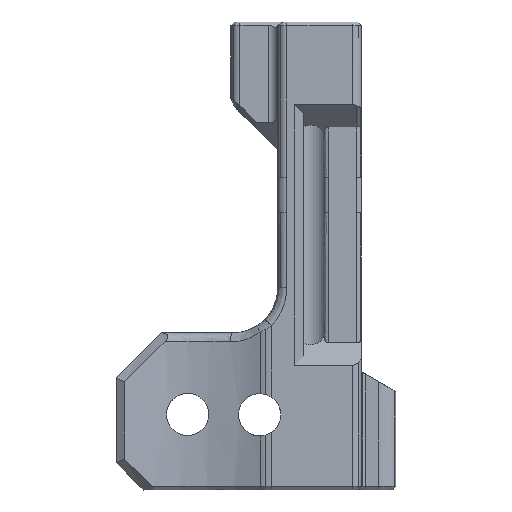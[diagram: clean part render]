
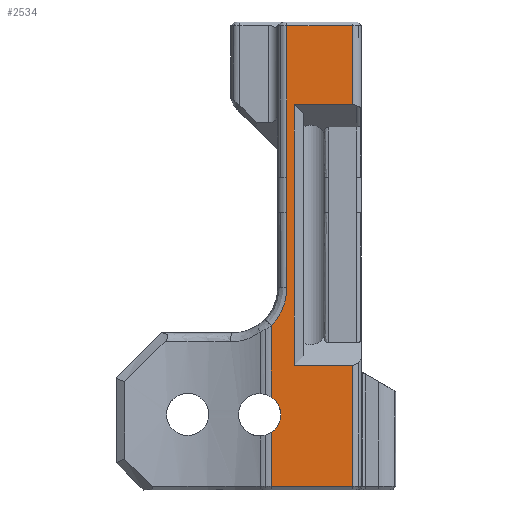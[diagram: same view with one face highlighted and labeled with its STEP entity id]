
A CAD part, front view. The second image highlights one B-rep face of the part: STEP entity #2534.
In plain terms, the highlighted planar face has unit normal (0, -1, 0).
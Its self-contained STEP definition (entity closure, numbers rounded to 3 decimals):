
#817=CARTESIAN_POINT('',(12.999,-48.025,259.285));
#818=VERTEX_POINT('',#817);
#1018=CARTESIAN_POINT('',(5.702,-48.025,259.285));
#1019=VERTEX_POINT('',#1018);
#1028=CARTESIAN_POINT('',(5.702,-48.025,259.285));
#1029=DIRECTION('',(1.,0.,0.));
#1030=VECTOR('',#1029,7.297);
#1031=LINE('',#1028,#1030);
#1032=EDGE_CURVE('',#1019,#818,#1031,.T.);
#1529=CARTESIAN_POINT('',(12.999,-48.025,250.493));
#1530=VERTEX_POINT('',#1529);
#1541=CARTESIAN_POINT('',(6.54,-48.025,250.493));
#1542=VERTEX_POINT('',#1541);
#1543=CARTESIAN_POINT('',(12.999,-48.025,250.493));
#1544=DIRECTION('',(-1.,0.,0.));
#1545=VECTOR('',#1544,6.459);
#1546=LINE('',#1543,#1545);
#1547=EDGE_CURVE('',#1530,#1542,#1546,.T.);
#2407=CARTESIAN_POINT('',(13.999,-48.025,243.75));
#2408=DIRECTION('',(0.,1.,0.));
#2409=DIRECTION('',(0.,0.,-1.));
#2410=AXIS2_PLACEMENT_3D('',#2407,#2408,#2409);
#2411=PLANE('',#2410);
#2412=CARTESIAN_POINT('',(5.702,-48.025,242.423));
#2413=VERTEX_POINT('',#2412);
#2414=CARTESIAN_POINT('',(5.702,-48.025,242.423));
#2415=DIRECTION('',(-0.,-0.,1.));
#2416=VECTOR('',#2415,16.862);
#2417=LINE('',#2414,#2416);
#2418=EDGE_CURVE('',#2413,#1019,#2417,.T.);
#2419=ORIENTED_EDGE('',*,*,#2418,.F.);
#2420=CARTESIAN_POINT('',(5.702,-48.025,238.494));
#2421=VERTEX_POINT('',#2420);
#2422=CARTESIAN_POINT('',(5.702,-48.025,242.423));
#2423=DIRECTION('',(0.,0.,-1.));
#2424=VECTOR('',#2423,3.929);
#2425=LINE('',#2422,#2424);
#2426=EDGE_CURVE('',#2413,#2421,#2425,.T.);
#2427=ORIENTED_EDGE('',*,*,#2426,.T.);
#2428=CARTESIAN_POINT('',(5.702,-48.025,230.156));
#2429=VERTEX_POINT('',#2428);
#2430=CARTESIAN_POINT('',(5.702,-48.025,230.156));
#2431=DIRECTION('',(-0.,-0.,1.));
#2432=VECTOR('',#2431,8.338);
#2433=LINE('',#2430,#2432);
#2434=EDGE_CURVE('',#2429,#2421,#2433,.T.);
#2435=ORIENTED_EDGE('',*,*,#2434,.F.);
#2436=CARTESIAN_POINT('',(4.002,-48.025,225.971));
#2437=VERTEX_POINT('',#2436);
#2438=CARTESIAN_POINT('',(4.002,-48.025,225.971));
#2439=CARTESIAN_POINT('',(5.702,-48.025,227.718));
#2440=CARTESIAN_POINT('',(5.702,-48.025,230.156));
#2441=(BOUNDED_CURVE()
B_SPLINE_CURVE(2,(#2438,#2439,#2440),.UNSPECIFIED.,.F.,.F.)
B_SPLINE_CURVE_WITH_KNOTS((3,3),(0.772,45.),.UNSPECIFIED.)
CURVE()
GEOMETRIC_REPRESENTATION_ITEM()
RATIONAL_B_SPLINE_CURVE((1.,0.926,1.))
REPRESENTATION_ITEM(''));
#2442=EDGE_CURVE('',#2437,#2429,#2441,.T.);
#2443=ORIENTED_EDGE('',*,*,#2442,.F.);
#2444=CARTESIAN_POINT('',(4.002,-48.025,218.005));
#2445=VERTEX_POINT('',#2444);
#2446=CARTESIAN_POINT('',(4.002,-48.025,218.005));
#2447=DIRECTION('',(0.,0.,1.));
#2448=VECTOR('',#2447,7.966);
#2449=LINE('',#2446,#2448);
#2450=EDGE_CURVE('',#2445,#2437,#2449,.T.);
#2451=ORIENTED_EDGE('',*,*,#2450,.F.);
#2452=CARTESIAN_POINT('',(5.036,-48.025,216.155));
#2453=VERTEX_POINT('',#2452);
#2454=CARTESIAN_POINT('',(2.688,-48.025,216.057));
#2455=DIRECTION('',(0.,1.,0.));
#2456=DIRECTION('',(1.,0.,0.));
#2457=AXIS2_PLACEMENT_3D('',#2454,#2455,#2456);
#2458=CIRCLE('',#2457,2.35);
#2459=EDGE_CURVE('',#2445,#2453,#2458,.T.);
#2460=ORIENTED_EDGE('',*,*,#2459,.T.);
#2461=CARTESIAN_POINT('',(4.002,-48.025,214.108));
#2462=VERTEX_POINT('',#2461);
#2463=CARTESIAN_POINT('',(2.688,-48.025,216.057));
#2464=DIRECTION('',(0.,1.,0.));
#2465=DIRECTION('',(1.,0.,0.));
#2466=AXIS2_PLACEMENT_3D('',#2463,#2464,#2465);
#2467=CIRCLE('',#2466,2.35);
#2468=EDGE_CURVE('',#2453,#2462,#2467,.T.);
#2469=ORIENTED_EDGE('',*,*,#2468,.T.);
#2470=CARTESIAN_POINT('',(4.002,-48.025,208.106));
#2471=VERTEX_POINT('',#2470);
#2472=CARTESIAN_POINT('',(4.002,-48.025,208.106));
#2473=DIRECTION('',(0.,0.,1.));
#2474=VECTOR('',#2473,6.002);
#2475=LINE('',#2472,#2474);
#2476=EDGE_CURVE('',#2471,#2462,#2475,.T.);
#2477=ORIENTED_EDGE('',*,*,#2476,.F.);
#2478=CARTESIAN_POINT('',(12.999,-48.025,208.106));
#2479=VERTEX_POINT('',#2478);
#2480=CARTESIAN_POINT('',(12.999,-48.025,208.106));
#2481=DIRECTION('',(-1.,0.,0.));
#2482=VECTOR('',#2481,8.998);
#2483=LINE('',#2480,#2482);
#2484=EDGE_CURVE('',#2479,#2471,#2483,.T.);
#2485=ORIENTED_EDGE('',*,*,#2484,.F.);
#2486=CARTESIAN_POINT('',(12.999,-48.025,221.579));
#2487=VERTEX_POINT('',#2486);
#2488=CARTESIAN_POINT('',(12.999,-48.025,208.106));
#2489=DIRECTION('',(0.,-0.,1.));
#2490=VECTOR('',#2489,13.472);
#2491=LINE('',#2488,#2490);
#2492=EDGE_CURVE('',#2479,#2487,#2491,.T.);
#2493=ORIENTED_EDGE('',*,*,#2492,.T.);
#2494=CARTESIAN_POINT('',(6.54,-48.025,221.579));
#2495=VERTEX_POINT('',#2494);
#2496=CARTESIAN_POINT('',(6.54,-48.025,221.579));
#2497=DIRECTION('',(1.,0.,0.));
#2498=VECTOR('',#2497,6.459);
#2499=LINE('',#2496,#2498);
#2500=EDGE_CURVE('',#2495,#2487,#2499,.T.);
#2501=ORIENTED_EDGE('',*,*,#2500,.F.);
#2502=CARTESIAN_POINT('',(6.54,-48.025,238.494));
#2503=VERTEX_POINT('',#2502);
#2504=CARTESIAN_POINT('',(6.54,-48.025,238.494));
#2505=DIRECTION('',(0.,0.,-1.));
#2506=VECTOR('',#2505,16.916);
#2507=LINE('',#2504,#2506);
#2508=EDGE_CURVE('',#2503,#2495,#2507,.T.);
#2509=ORIENTED_EDGE('',*,*,#2508,.F.);
#2510=CARTESIAN_POINT('',(6.54,-48.025,242.423));
#2511=VERTEX_POINT('',#2510);
#2512=CARTESIAN_POINT('',(6.54,-48.025,242.423));
#2513=DIRECTION('',(0.,0.,-1.));
#2514=VECTOR('',#2513,3.929);
#2515=LINE('',#2512,#2514);
#2516=EDGE_CURVE('',#2511,#2503,#2515,.T.);
#2517=ORIENTED_EDGE('',*,*,#2516,.F.);
#2518=CARTESIAN_POINT('',(6.54,-48.025,250.493));
#2519=DIRECTION('',(0.,0.,-1.));
#2520=VECTOR('',#2519,8.07);
#2521=LINE('',#2518,#2520);
#2522=EDGE_CURVE('',#1542,#2511,#2521,.T.);
#2523=ORIENTED_EDGE('',*,*,#2522,.F.);
#2524=ORIENTED_EDGE('',*,*,#1547,.F.);
#2525=CARTESIAN_POINT('',(12.999,-48.025,259.285));
#2526=DIRECTION('',(0.,0.,-1.));
#2527=VECTOR('',#2526,8.792);
#2528=LINE('',#2525,#2527);
#2529=EDGE_CURVE('',#818,#1530,#2528,.T.);
#2530=ORIENTED_EDGE('',*,*,#2529,.F.);
#2531=ORIENTED_EDGE('',*,*,#1032,.F.);
#2532=EDGE_LOOP('',(#2419,#2427,#2435,#2443,#2451,#2460,#2469,#2477,#2485,#2493,#2501,#2509,#2517,#2523,#2524,#2530,#2531));
#2533=FACE_BOUND('',#2532,.T.);
#2534=ADVANCED_FACE('',(#2533),#2411,.F.);
